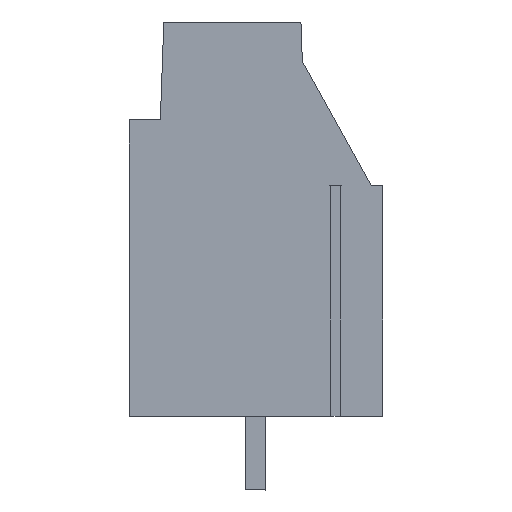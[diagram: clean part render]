
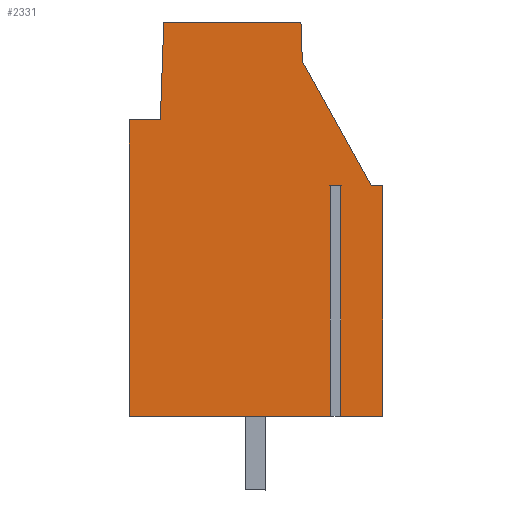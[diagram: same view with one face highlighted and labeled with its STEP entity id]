
A CAD part, left-side view. The second image highlights one B-rep face of the part: STEP entity #2331.
In plain terms, the highlighted planar face has unit normal (-1, 0, 0).
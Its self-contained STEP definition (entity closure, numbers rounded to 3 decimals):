
#2241=AXIS2_PLACEMENT_3D('Plane Axis2P3D',#2238,#2239,#2240) ;
#891=CARTESIAN_POINT('Line Origine',(0.,6.638,3.2)) ;
#895=CARTESIAN_POINT('Vertex',(0.,11.,3.2)) ;
#897=CARTESIAN_POINT('Vertex',(0.,2.275,3.2)) ;
#974=CARTESIAN_POINT('Vertex',(0.,0.,3.2)) ;
#977=CARTESIAN_POINT('Line Origine',(0.,0.912,3.2)) ;
#981=CARTESIAN_POINT('Vertex',(0.,1.825,3.2)) ;
#2238=CARTESIAN_POINT('Axis2P3D Location',(0.,11.,0.)) ;
#2243=CARTESIAN_POINT('Line Origine',(0.,0.,8.2)) ;
#2247=CARTESIAN_POINT('Vertex',(0.,0.,13.2)) ;
#2250=CARTESIAN_POINT('Line Origine',(0.,0.25,13.2)) ;
#2254=CARTESIAN_POINT('Vertex',(0.,0.5,13.2)) ;
#2257=CARTESIAN_POINT('Line Origine',(0.,1.995,15.896)) ;
#2261=CARTESIAN_POINT('Vertex',(0.,3.49,18.592)) ;
#2264=CARTESIAN_POINT('Line Origine',(0.,3.52,19.446)) ;
#2268=CARTESIAN_POINT('Vertex',(0.,3.55,20.3)) ;
#2271=CARTESIAN_POINT('Line Origine',(0.,6.525,20.3)) ;
#2275=CARTESIAN_POINT('Vertex',(0.,9.5,20.3)) ;
#2278=CARTESIAN_POINT('Line Origine',(0.,9.574,18.175)) ;
#2282=CARTESIAN_POINT('Vertex',(0.,9.648,16.05)) ;
#2285=CARTESIAN_POINT('Line Origine',(0.,10.324,16.05)) ;
#2289=CARTESIAN_POINT('Vertex',(0.,11.,16.05)) ;
#2292=CARTESIAN_POINT('Line Origine',(0.,11.,9.625)) ;
#2297=CARTESIAN_POINT('Line Origine',(0.,2.275,8.2)) ;
#2301=CARTESIAN_POINT('Vertex',(0.,2.275,13.2)) ;
#2304=CARTESIAN_POINT('Line Origine',(0.,2.05,13.2)) ;
#2308=CARTESIAN_POINT('Vertex',(0.,1.825,13.2)) ;
#2311=CARTESIAN_POINT('Line Origine',(0.,1.825,8.2)) ;
#892=DIRECTION('Vector Direction',(0.,1.,0.)) ;
#978=DIRECTION('Vector Direction',(0.,1.,0.)) ;
#2239=DIRECTION('Axis2P3D Direction',(-1.,0.,0.)) ;
#2240=DIRECTION('Axis2P3D XDirection',(0.,-1.,0.)) ;
#2244=DIRECTION('Vector Direction',(0.,0.,-1.)) ;
#2251=DIRECTION('Vector Direction',(0.,-1.,0.)) ;
#2258=DIRECTION('Vector Direction',(0.,-0.485,-0.875)) ;
#2265=DIRECTION('Vector Direction',(0.,0.035,0.999)) ;
#2272=DIRECTION('Vector Direction',(0.,-1.,0.)) ;
#2279=DIRECTION('Vector Direction',(0.,0.035,-0.999)) ;
#2286=DIRECTION('Vector Direction',(0.,-1.,0.)) ;
#2293=DIRECTION('Vector Direction',(0.,0.,1.)) ;
#2298=DIRECTION('Vector Direction',(0.,0.,1.)) ;
#2305=DIRECTION('Vector Direction',(0.,-1.,0.)) ;
#2312=DIRECTION('Vector Direction',(0.,0.,1.)) ;
#893=VECTOR('Line Direction',#892,1.) ;
#979=VECTOR('Line Direction',#978,1.) ;
#2245=VECTOR('Line Direction',#2244,1.) ;
#2252=VECTOR('Line Direction',#2251,1.) ;
#2259=VECTOR('Line Direction',#2258,1.) ;
#2266=VECTOR('Line Direction',#2265,1.) ;
#2273=VECTOR('Line Direction',#2272,1.) ;
#2280=VECTOR('Line Direction',#2279,1.) ;
#2287=VECTOR('Line Direction',#2286,1.) ;
#2294=VECTOR('Line Direction',#2293,1.) ;
#2299=VECTOR('Line Direction',#2298,1.) ;
#2306=VECTOR('Line Direction',#2305,1.) ;
#2313=VECTOR('Line Direction',#2312,1.) ;
#2317=ORIENTED_EDGE('',*,*,#983,.T.) ;
#2318=ORIENTED_EDGE('',*,*,#2249,.T.) ;
#2319=ORIENTED_EDGE('',*,*,#2256,.T.) ;
#2320=ORIENTED_EDGE('',*,*,#2263,.T.) ;
#2321=ORIENTED_EDGE('',*,*,#2270,.T.) ;
#2322=ORIENTED_EDGE('',*,*,#2277,.T.) ;
#2323=ORIENTED_EDGE('',*,*,#2284,.T.) ;
#2324=ORIENTED_EDGE('',*,*,#2291,.T.) ;
#2325=ORIENTED_EDGE('',*,*,#2296,.T.) ;
#2326=ORIENTED_EDGE('',*,*,#899,.T.) ;
#2327=ORIENTED_EDGE('',*,*,#2303,.T.) ;
#2328=ORIENTED_EDGE('',*,*,#2310,.F.) ;
#2329=ORIENTED_EDGE('',*,*,#2315,.F.) ;
#2331=ADVANCED_FACE('KLSC M3x6.3.1',(#2330),#2242,.T.) ;
#899=EDGE_CURVE('',#896,#898,#894,.F.) ;
#983=EDGE_CURVE('',#982,#975,#980,.F.) ;
#2249=EDGE_CURVE('',#975,#2248,#2246,.F.) ;
#2256=EDGE_CURVE('',#2248,#2255,#2253,.F.) ;
#2263=EDGE_CURVE('',#2255,#2262,#2260,.F.) ;
#2270=EDGE_CURVE('',#2262,#2269,#2267,.T.) ;
#2277=EDGE_CURVE('',#2269,#2276,#2274,.F.) ;
#2284=EDGE_CURVE('',#2276,#2283,#2281,.T.) ;
#2291=EDGE_CURVE('',#2283,#2290,#2288,.F.) ;
#2296=EDGE_CURVE('',#2290,#896,#2295,.F.) ;
#2303=EDGE_CURVE('',#898,#2302,#2300,.T.) ;
#2310=EDGE_CURVE('',#2309,#2302,#2307,.F.) ;
#2315=EDGE_CURVE('',#982,#2309,#2314,.T.) ;
#2316=EDGE_LOOP('',(#2317,#2318,#2319,#2320,#2321,#2322,#2323,#2324,#2325,#2326,#2327,#2328,#2329)) ;
#2330=FACE_OUTER_BOUND('',#2316,.T.) ;
#894=LINE('Line',#891,#893) ;
#980=LINE('Line',#977,#979) ;
#2246=LINE('Line',#2243,#2245) ;
#2253=LINE('Line',#2250,#2252) ;
#2260=LINE('Line',#2257,#2259) ;
#2267=LINE('Line',#2264,#2266) ;
#2274=LINE('Line',#2271,#2273) ;
#2281=LINE('Line',#2278,#2280) ;
#2288=LINE('Line',#2285,#2287) ;
#2295=LINE('Line',#2292,#2294) ;
#2300=LINE('Line',#2297,#2299) ;
#2307=LINE('Line',#2304,#2306) ;
#2314=LINE('Line',#2311,#2313) ;
#2242=PLANE('',#2241) ;
#896=VERTEX_POINT('',#895) ;
#898=VERTEX_POINT('',#897) ;
#975=VERTEX_POINT('',#974) ;
#982=VERTEX_POINT('',#981) ;
#2248=VERTEX_POINT('',#2247) ;
#2255=VERTEX_POINT('',#2254) ;
#2262=VERTEX_POINT('',#2261) ;
#2269=VERTEX_POINT('',#2268) ;
#2276=VERTEX_POINT('',#2275) ;
#2283=VERTEX_POINT('',#2282) ;
#2290=VERTEX_POINT('',#2289) ;
#2302=VERTEX_POINT('',#2301) ;
#2309=VERTEX_POINT('',#2308) ;
